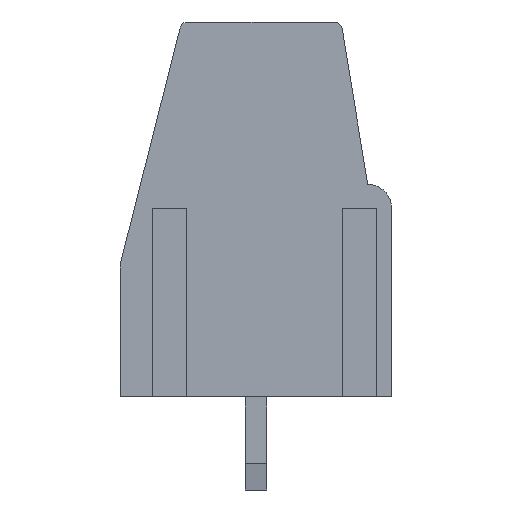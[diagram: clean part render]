
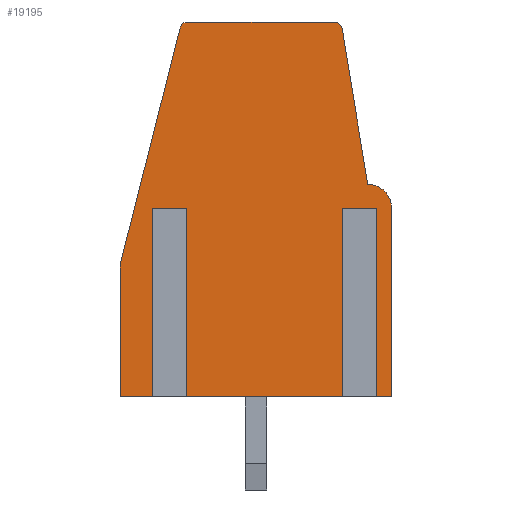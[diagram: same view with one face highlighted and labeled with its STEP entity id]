
A CAD part, left-side view. The second image highlights one B-rep face of the part: STEP entity #19195.
In plain terms, the highlighted planar face has unit normal (-1, 0, 0).
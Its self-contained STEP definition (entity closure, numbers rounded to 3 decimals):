
#15821 = VERTEX_POINT('',#15822);
#15822 = CARTESIAN_POINT('',(-53.34,2.586,14.1));
#15828 = EDGE_CURVE('',#15829,#15821,#15831,.T.);
#15829 = VERTEX_POINT('',#15830);
#15830 = CARTESIAN_POINT('',(-53.34,-2.925,14.1));
#15831 = LINE('',#15832,#15833);
#15832 = CARTESIAN_POINT('',(-53.34,-3.18,14.1));
#15833 = VECTOR('',#15834,1.);
#15834 = DIRECTION('',(0.,1.,0.));
#18125 = VERTEX_POINT('',#18126);
#18126 = CARTESIAN_POINT('',(-53.34,2.877,13.874));
#18132 = EDGE_CURVE('',#15821,#18125,#18133,.T.);
#18133 = CIRCLE('',#18134,0.3);
#18134 = AXIS2_PLACEMENT_3D('',#18135,#18136,#18137);
#18135 = CARTESIAN_POINT('',(-53.34,2.586,13.8));
#18136 = DIRECTION('',(-1.,0.,0.));
#18137 = DIRECTION('',(0.,-1.,0.));
#19195 = ADVANCED_FACE('',(#19196),#19320,.T.);
#19196 = FACE_BOUND('',#19197,.T.);
#19197 = EDGE_LOOP('',(#19198,#19208,#19216,#19224,#19232,#19240,#19249,
    #19257,#19264,#19265,#19266,#19274,#19282,#19290,#19298,#19306,
    #19314));
#19198 = ORIENTED_EDGE('',*,*,#19199,.F.);
#19199 = EDGE_CURVE('',#19200,#19202,#19204,.T.);
#19200 = VERTEX_POINT('',#19201);
#19201 = CARTESIAN_POINT('',(-53.34,-3.581,7.1));
#19202 = VERTEX_POINT('',#19203);
#19203 = CARTESIAN_POINT('',(-53.34,-3.581,0.));
#19204 = LINE('',#19205,#19206);
#19205 = CARTESIAN_POINT('',(-53.34,-3.581,6.7));
#19206 = VECTOR('',#19207,1.);
#19207 = DIRECTION('',(0.,0.,-1.));
#19208 = ORIENTED_EDGE('',*,*,#19209,.F.);
#19209 = EDGE_CURVE('',#19210,#19200,#19212,.T.);
#19210 = VERTEX_POINT('',#19211);
#19211 = CARTESIAN_POINT('',(-53.34,-4.179,7.1));
#19212 = LINE('',#19213,#19214);
#19213 = CARTESIAN_POINT('',(-53.34,-4.179,7.1));
#19214 = VECTOR('',#19215,1.);
#19215 = DIRECTION('',(0.,1.,0.));
#19216 = ORIENTED_EDGE('',*,*,#19217,.T.);
#19217 = EDGE_CURVE('',#19210,#19218,#19220,.T.);
#19218 = VERTEX_POINT('',#19219);
#19219 = CARTESIAN_POINT('',(-53.34,-4.179,0.));
#19220 = LINE('',#19221,#19222);
#19221 = CARTESIAN_POINT('',(-53.34,-4.179,6.7));
#19222 = VECTOR('',#19223,1.);
#19223 = DIRECTION('',(0.,0.,-1.));
#19224 = ORIENTED_EDGE('',*,*,#19225,.T.);
#19225 = EDGE_CURVE('',#19218,#19226,#19228,.T.);
#19226 = VERTEX_POINT('',#19227);
#19227 = CARTESIAN_POINT('',(-53.34,-5.08,0.));
#19228 = LINE('',#19229,#19230);
#19229 = CARTESIAN_POINT('',(-53.34,5.12,0.));
#19230 = VECTOR('',#19231,1.);
#19231 = DIRECTION('',(0.,-1.,0.));
#19232 = ORIENTED_EDGE('',*,*,#19233,.T.);
#19233 = EDGE_CURVE('',#19226,#19234,#19236,.T.);
#19234 = VERTEX_POINT('',#19235);
#19235 = CARTESIAN_POINT('',(-53.34,-5.08,7.1));
#19236 = LINE('',#19237,#19238);
#19237 = CARTESIAN_POINT('',(-53.34,-5.08,0.));
#19238 = VECTOR('',#19239,1.);
#19239 = DIRECTION('',(0.,0.,1.));
#19240 = ORIENTED_EDGE('',*,*,#19241,.T.);
#19241 = EDGE_CURVE('',#19234,#19242,#19244,.T.);
#19242 = VERTEX_POINT('',#19243);
#19243 = CARTESIAN_POINT('',(-53.34,-4.18,8.));
#19244 = CIRCLE('',#19245,0.9);
#19245 = AXIS2_PLACEMENT_3D('',#19246,#19247,#19248);
#19246 = CARTESIAN_POINT('',(-53.34,-4.18,7.1));
#19247 = DIRECTION('',(-1.,0.,0.));
#19248 = DIRECTION('',(0.,1.,0.));
#19249 = ORIENTED_EDGE('',*,*,#19250,.T.);
#19250 = EDGE_CURVE('',#19242,#19251,#19253,.T.);
#19251 = VERTEX_POINT('',#19252);
#19252 = CARTESIAN_POINT('',(-53.34,-3.221,13.849));
#19253 = LINE('',#19254,#19255);
#19254 = CARTESIAN_POINT('',(-53.34,-4.18,8.));
#19255 = VECTOR('',#19256,1.);
#19256 = DIRECTION('',(0.,0.162,0.987));
#19257 = ORIENTED_EDGE('',*,*,#19258,.T.);
#19258 = EDGE_CURVE('',#19251,#15829,#19259,.T.);
#19259 = CIRCLE('',#19260,0.3);
#19260 = AXIS2_PLACEMENT_3D('',#19261,#19262,#19263);
#19261 = CARTESIAN_POINT('',(-53.34,-2.925,13.8));
#19262 = DIRECTION('',(-1.,0.,0.));
#19263 = DIRECTION('',(0.,-1.,0.));
#19264 = ORIENTED_EDGE('',*,*,#15828,.T.);
#19265 = ORIENTED_EDGE('',*,*,#18132,.T.);
#19266 = ORIENTED_EDGE('',*,*,#19267,.T.);
#19267 = EDGE_CURVE('',#18125,#19268,#19270,.T.);
#19268 = VERTEX_POINT('',#19269);
#19269 = CARTESIAN_POINT('',(-53.34,5.12,5.));
#19270 = LINE('',#19271,#19272);
#19271 = CARTESIAN_POINT('',(-53.34,2.82,14.1));
#19272 = VECTOR('',#19273,1.);
#19273 = DIRECTION('',(0.,0.245,-0.97));
#19274 = ORIENTED_EDGE('',*,*,#19275,.T.);
#19275 = EDGE_CURVE('',#19268,#19276,#19278,.T.);
#19276 = VERTEX_POINT('',#19277);
#19277 = CARTESIAN_POINT('',(-53.34,5.12,0.));
#19278 = LINE('',#19279,#19280);
#19279 = CARTESIAN_POINT('',(-53.34,5.12,5.));
#19280 = VECTOR('',#19281,1.);
#19281 = DIRECTION('',(0.,0.,-1.));
#19282 = ORIENTED_EDGE('',*,*,#19283,.T.);
#19283 = EDGE_CURVE('',#19276,#19284,#19286,.T.);
#19284 = VERTEX_POINT('',#19285);
#19285 = CARTESIAN_POINT('',(-53.34,3.569,0.));
#19286 = LINE('',#19287,#19288);
#19287 = CARTESIAN_POINT('',(-53.34,5.12,0.));
#19288 = VECTOR('',#19289,1.);
#19289 = DIRECTION('',(0.,-1.,0.));
#19290 = ORIENTED_EDGE('',*,*,#19291,.F.);
#19291 = EDGE_CURVE('',#19292,#19284,#19294,.T.);
#19292 = VERTEX_POINT('',#19293);
#19293 = CARTESIAN_POINT('',(-53.34,3.569,7.1));
#19294 = LINE('',#19295,#19296);
#19295 = CARTESIAN_POINT('',(-53.34,3.569,6.7));
#19296 = VECTOR('',#19297,1.);
#19297 = DIRECTION('',(0.,0.,-1.));
#19298 = ORIENTED_EDGE('',*,*,#19299,.F.);
#19299 = EDGE_CURVE('',#19300,#19292,#19302,.T.);
#19300 = VERTEX_POINT('',#19301);
#19301 = CARTESIAN_POINT('',(-53.34,2.971,7.1));
#19302 = LINE('',#19303,#19304);
#19303 = CARTESIAN_POINT('',(-53.34,2.971,7.1));
#19304 = VECTOR('',#19305,1.);
#19305 = DIRECTION('',(0.,1.,0.));
#19306 = ORIENTED_EDGE('',*,*,#19307,.T.);
#19307 = EDGE_CURVE('',#19300,#19308,#19310,.T.);
#19308 = VERTEX_POINT('',#19309);
#19309 = CARTESIAN_POINT('',(-53.34,2.971,0.));
#19310 = LINE('',#19311,#19312);
#19311 = CARTESIAN_POINT('',(-53.34,2.971,6.7));
#19312 = VECTOR('',#19313,1.);
#19313 = DIRECTION('',(0.,0.,-1.));
#19314 = ORIENTED_EDGE('',*,*,#19315,.T.);
#19315 = EDGE_CURVE('',#19308,#19202,#19316,.T.);
#19316 = LINE('',#19317,#19318);
#19317 = CARTESIAN_POINT('',(-53.34,5.12,0.));
#19318 = VECTOR('',#19319,1.);
#19319 = DIRECTION('',(0.,-1.,0.));
#19320 = PLANE('',#19321);
#19321 = AXIS2_PLACEMENT_3D('',#19322,#19323,#19324);
#19322 = CARTESIAN_POINT('',(-53.34,-4.18,7.1));
#19323 = DIRECTION('',(-1.,0.,0.));
#19324 = DIRECTION('',(0.,-1.,0.));
